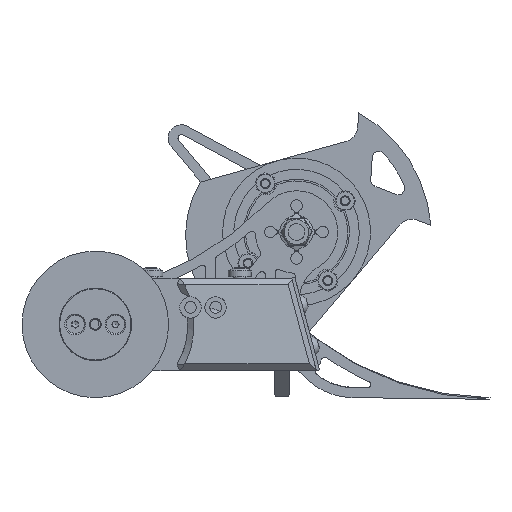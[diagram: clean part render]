
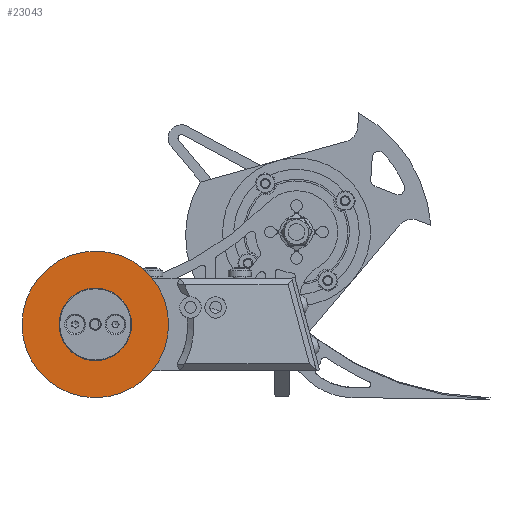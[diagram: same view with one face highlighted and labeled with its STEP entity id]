
A CAD part, left-side view. The second image highlights one B-rep face of the part: STEP entity #23043.
In plain terms, the highlighted face is planar.
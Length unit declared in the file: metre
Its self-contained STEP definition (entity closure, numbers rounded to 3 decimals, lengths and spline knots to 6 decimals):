
#9997=ORIENTED_EDGE('',*,*,#13895,.F.);
#9998=ORIENTED_EDGE('',*,*,#13897,.T.);
#13895=EDGE_CURVE('',#16270,#16270,#17521,.T.);
#13897=EDGE_CURVE('',#16272,#16272,#17523,.T.);
#16270=VERTEX_POINT('',#38949);
#16272=VERTEX_POINT('',#38954);
#17521=CIRCLE('',#25721,0.005);
#17523=CIRCLE('',#25724,0.022225);
#19038=EDGE_LOOP('',(#9997));
#19039=EDGE_LOOP('',(#9998));
#20766=FACE_BOUND('',#19038,.T.);
#20767=FACE_BOUND('',#19039,.T.);
#21841=PLANE('',#25726);
#23043=ADVANCED_FACE('',(#20766,#20767),#21841,.T.);
#25721=AXIS2_PLACEMENT_3D('',#38948,#31419,#31420);
#25724=AXIS2_PLACEMENT_3D('',#38953,#31425,#31426);
#25726=AXIS2_PLACEMENT_3D('',#38957,#31429,#31430);
#31419=DIRECTION('',(0.,0.,1.));
#31420=DIRECTION('',(1.,0.,0.));
#31425=DIRECTION('',(0.,0.,1.));
#31426=DIRECTION('',(1.,0.,0.));
#31429=DIRECTION('',(0.,0.,1.));
#31430=DIRECTION('',(1.,0.,0.));
#38948=CARTESIAN_POINT('',(0.,0.,0.016));
#38949=CARTESIAN_POINT('',(0.005,0.,0.016));
#38953=CARTESIAN_POINT('',(0.,0.,0.016));
#38954=CARTESIAN_POINT('',(0.022225,0.,0.016));
#38957=CARTESIAN_POINT('',(0.,0.,0.016));
